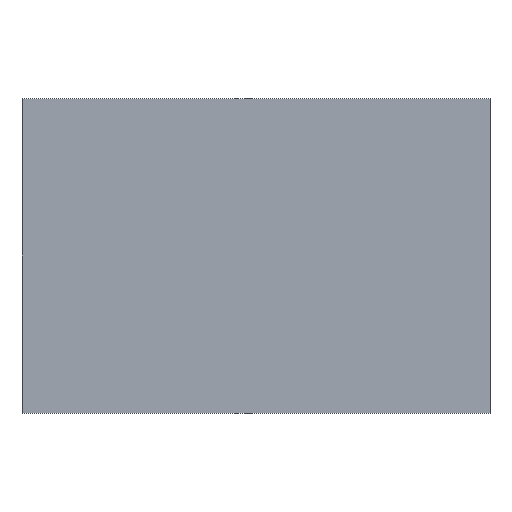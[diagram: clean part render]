
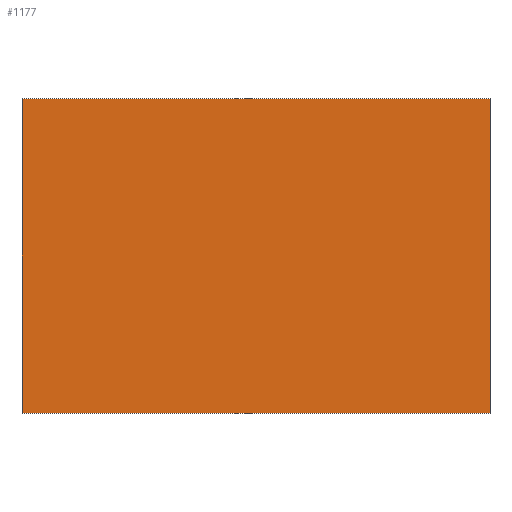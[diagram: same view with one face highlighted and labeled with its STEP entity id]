
A CAD part, front view. The second image highlights one B-rep face of the part: STEP entity #1177.
In plain terms, the highlighted planar face has unit normal (0, -1, 0).
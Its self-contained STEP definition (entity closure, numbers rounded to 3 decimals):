
#91=FACE_OUTER_BOUND('',#158,.T.);
#158=EDGE_LOOP('',(#1070,#1071,#1072,#1073));
#317=LINE('',#1890,#462);
#320=LINE('',#1896,#465);
#322=LINE('',#1899,#467);
#323=LINE('',#1901,#468);
#462=VECTOR('',#1555,10.);
#465=VECTOR('',#1560,10.);
#467=VECTOR('',#1564,10.);
#468=VECTOR('',#1567,10.);
#575=VERTEX_POINT('',#1887);
#576=VERTEX_POINT('',#1889);
#577=VERTEX_POINT('',#1893);
#578=VERTEX_POINT('',#1895);
#737=EDGE_CURVE('',#576,#575,#317,.T.);
#740=EDGE_CURVE('',#578,#577,#320,.T.);
#742=EDGE_CURVE('',#577,#576,#322,.T.);
#743=EDGE_CURVE('',#575,#578,#323,.T.);
#1070=ORIENTED_EDGE('',*,*,#743,.T.);
#1071=ORIENTED_EDGE('',*,*,#740,.T.);
#1072=ORIENTED_EDGE('',*,*,#742,.T.);
#1073=ORIENTED_EDGE('',*,*,#737,.T.);
#1120=PLANE('',#1268);
#1177=ADVANCED_FACE('',(#91),#1120,.F.);
#1268=AXIS2_PLACEMENT_3D('',#1902,#1568,#1569);
#1555=DIRECTION('',(0.,0.,1.));
#1560=DIRECTION('',(0.,0.,-1.));
#1564=DIRECTION('',(1.,0.,0.));
#1567=DIRECTION('',(-1.,0.,0.));
#1568=DIRECTION('center_axis',(0.,1.,0.));
#1569=DIRECTION('ref_axis',(-1.,0.,0.));
#1887=CARTESIAN_POINT('',(-10.295,1.6,22.585));
#1889=CARTESIAN_POINT('',(-10.295,1.6,14.105));
#1890=CARTESIAN_POINT('',(-10.295,1.6,14.105));
#1893=CARTESIAN_POINT('',(-22.915,1.6,14.105));
#1895=CARTESIAN_POINT('',(-22.915,1.6,22.585));
#1896=CARTESIAN_POINT('',(-22.915,1.6,22.585));
#1899=CARTESIAN_POINT('',(-22.915,1.6,14.105));
#1901=CARTESIAN_POINT('',(-10.295,1.6,22.585));
#1902=CARTESIAN_POINT('Origin',(-16.605,1.6,18.345));
